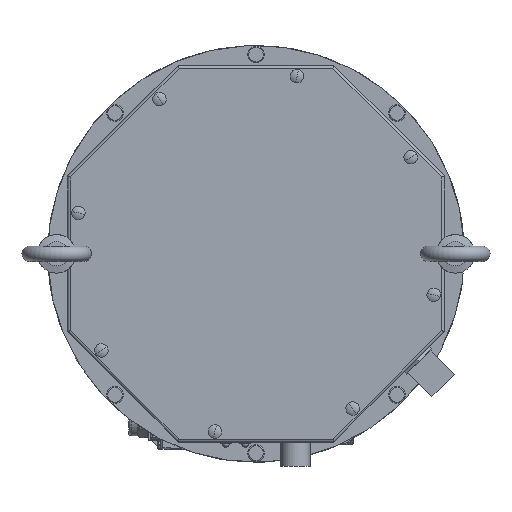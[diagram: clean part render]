
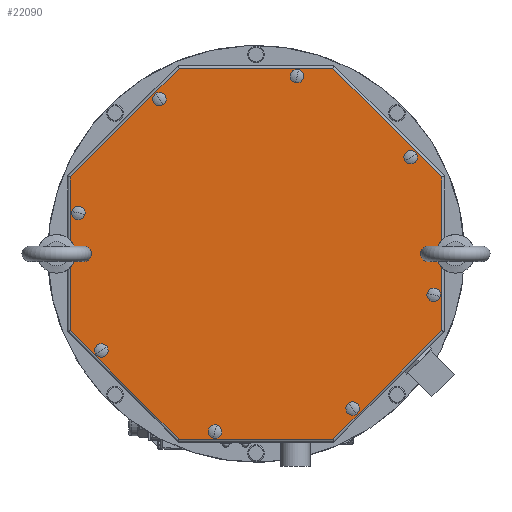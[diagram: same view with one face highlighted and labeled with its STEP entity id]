
A CAD part, front view. The second image highlights one B-rep face of the part: STEP entity #22090.
In plain terms, the highlighted planar face has unit normal (0, -1, 0).
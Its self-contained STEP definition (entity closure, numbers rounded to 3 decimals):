
#5047=DIRECTION('',(-1.,0.,0.));
#5048=VECTOR('',#5047,119.559);
#5049=CARTESIAN_POINT('',(59.779,-82.,144.32));
#5050=LINE('',#5049,#5048);
#5063=CARTESIAN_POINT('',(75.143,-82.,-120.253));
#5064=DIRECTION('',(0.,1.,0.));
#5065=DIRECTION('',(0.53,0.,-0.848));
#5066=AXIS2_PLACEMENT_3D('',#5063,#5064,#5065);
#5068=CARTESIAN_POINT('',(75.143,-82.,-120.253));
#5069=DIRECTION('',(0.,1.,0.));
#5070=DIRECTION('',(-0.53,0.,0.848));
#5071=AXIS2_PLACEMENT_3D('',#5068,#5069,#5070);
#5073=CARTESIAN_POINT('',(138.166,-82.,-31.898));
#5074=DIRECTION('',(0.,1.,0.));
#5075=DIRECTION('',(0.974,0.,-0.225));
#5076=AXIS2_PLACEMENT_3D('',#5073,#5074,#5075);
#5078=CARTESIAN_POINT('',(138.166,-82.,-31.898));
#5079=DIRECTION('',(0.,1.,0.));
#5080=DIRECTION('',(-0.974,0.,0.225));
#5081=AXIS2_PLACEMENT_3D('',#5078,#5079,#5080);
#5083=CARTESIAN_POINT('',(120.253,-82.,75.143));
#5084=DIRECTION('',(0.,1.,0.));
#5085=DIRECTION('',(0.848,0.,0.53));
#5086=AXIS2_PLACEMENT_3D('',#5083,#5084,#5085);
#5088=CARTESIAN_POINT('',(120.253,-82.,75.143));
#5089=DIRECTION('',(0.,1.,0.));
#5090=DIRECTION('',(-0.848,0.,-0.53));
#5091=AXIS2_PLACEMENT_3D('',#5088,#5089,#5090);
#5093=CARTESIAN_POINT('',(31.898,-82.,138.166));
#5094=DIRECTION('',(0.,1.,0.));
#5095=DIRECTION('',(0.225,0.,0.974));
#5096=AXIS2_PLACEMENT_3D('',#5093,#5094,#5095);
#5098=CARTESIAN_POINT('',(31.898,-82.,138.166));
#5099=DIRECTION('',(0.,1.,0.));
#5100=DIRECTION('',(-0.225,0.,-0.974));
#5101=AXIS2_PLACEMENT_3D('',#5098,#5099,#5100);
#5103=CARTESIAN_POINT('',(-75.143,-82.,120.253));
#5104=DIRECTION('',(0.,1.,0.));
#5105=DIRECTION('',(-0.53,0.,0.848));
#5106=AXIS2_PLACEMENT_3D('',#5103,#5104,#5105);
#5108=CARTESIAN_POINT('',(-75.143,-82.,120.253));
#5109=DIRECTION('',(0.,1.,0.));
#5110=DIRECTION('',(0.53,0.,-0.848));
#5111=AXIS2_PLACEMENT_3D('',#5108,#5109,#5110);
#5113=CARTESIAN_POINT('',(-138.166,-82.,31.898));
#5114=DIRECTION('',(0.,1.,0.));
#5115=DIRECTION('',(-0.974,0.,0.225));
#5116=AXIS2_PLACEMENT_3D('',#5113,#5114,#5115);
#5118=CARTESIAN_POINT('',(-138.166,-82.,31.898));
#5119=DIRECTION('',(0.,1.,0.));
#5120=DIRECTION('',(0.974,0.,-0.225));
#5121=AXIS2_PLACEMENT_3D('',#5118,#5119,#5120);
#5123=CARTESIAN_POINT('',(-120.253,-82.,-75.143));
#5124=DIRECTION('',(0.,1.,0.));
#5125=DIRECTION('',(-0.848,0.,-0.53));
#5126=AXIS2_PLACEMENT_3D('',#5123,#5124,#5125);
#5128=CARTESIAN_POINT('',(-120.253,-82.,-75.143));
#5129=DIRECTION('',(0.,1.,0.));
#5130=DIRECTION('',(0.848,0.,0.53));
#5131=AXIS2_PLACEMENT_3D('',#5128,#5129,#5130);
#5133=CARTESIAN_POINT('',(-31.898,-82.,-138.166));
#5134=DIRECTION('',(0.,1.,0.));
#5135=DIRECTION('',(-0.225,0.,-0.974));
#5136=AXIS2_PLACEMENT_3D('',#5133,#5134,#5135);
#5138=CARTESIAN_POINT('',(-31.898,-82.,-138.166));
#5139=DIRECTION('',(0.,1.,0.));
#5140=DIRECTION('',(0.225,0.,0.974));
#5141=AXIS2_PLACEMENT_3D('',#5138,#5139,#5140);
#5143=DIRECTION('',(0.707,0.,0.707));
#5144=VECTOR('',#5143,119.559);
#5145=CARTESIAN_POINT('',(59.779,-82.,-144.32));
#5146=LINE('',#5145,#5144);
#5167=DIRECTION('',(0.,0.,1.));
#5168=VECTOR('',#5167,119.559);
#5169=CARTESIAN_POINT('',(144.32,-82.,-59.779));
#5170=LINE('',#5169,#5168);
#5175=DIRECTION('',(-0.707,0.,0.707));
#5176=VECTOR('',#5175,119.559);
#5177=CARTESIAN_POINT('',(144.32,-82.,59.779));
#5178=LINE('',#5177,#5176);
#5191=DIRECTION('',(1.,0.,0.));
#5192=VECTOR('',#5191,119.559);
#5193=CARTESIAN_POINT('',(-59.779,-82.,-144.32));
#5194=LINE('',#5193,#5192);
#5207=DIRECTION('',(0.707,0.,-0.707));
#5208=VECTOR('',#5207,119.559);
#5209=CARTESIAN_POINT('',(-144.32,-82.,-59.779));
#5210=LINE('',#5209,#5208);
#5223=DIRECTION('',(0.,0.,-1.));
#5224=VECTOR('',#5223,119.559);
#5225=CARTESIAN_POINT('',(-144.32,-82.,59.779));
#5226=LINE('',#5225,#5224);
#5239=DIRECTION('',(-0.707,0.,-0.707));
#5240=VECTOR('',#5239,119.559);
#5241=CARTESIAN_POINT('',(-59.779,-82.,144.32));
#5242=LINE('',#5241,#5240);
#15544=CARTESIAN_POINT('',(59.779,-82.,-144.32));
#15545=CARTESIAN_POINT('',(144.32,-82.,-59.779));
#15546=VERTEX_POINT('',#15544);
#15547=VERTEX_POINT('',#15545);
#15552=CARTESIAN_POINT('',(144.32,-82.,59.779));
#15553=VERTEX_POINT('',#15552);
#15556=CARTESIAN_POINT('',(59.779,-82.,144.32));
#15557=VERTEX_POINT('',#15556);
#15560=CARTESIAN_POINT('',(-59.779,-82.,144.32));
#15561=VERTEX_POINT('',#15560);
#15564=CARTESIAN_POINT('',(-144.32,-82.,59.779));
#15565=VERTEX_POINT('',#15564);
#15568=CARTESIAN_POINT('',(-144.32,-82.,-59.779));
#15569=VERTEX_POINT('',#15568);
#15572=CARTESIAN_POINT('',(-59.779,-82.,-144.32));
#15573=VERTEX_POINT('',#15572);
#15654=CARTESIAN_POINT('',(77.925,-82.,-124.705));
#15655=CARTESIAN_POINT('',(72.36,-82.,-115.801));
#15656=VERTEX_POINT('',#15654);
#15657=VERTEX_POINT('',#15655);
#15664=CARTESIAN_POINT('',(143.281,-82.,-33.079));
#15665=CARTESIAN_POINT('',(133.05,-82.,-30.717));
#15666=VERTEX_POINT('',#15664);
#15667=VERTEX_POINT('',#15665);
#15674=CARTESIAN_POINT('',(124.705,-82.,77.925));
#15675=CARTESIAN_POINT('',(115.801,-82.,72.36));
#15676=VERTEX_POINT('',#15674);
#15677=VERTEX_POINT('',#15675);
#15684=CARTESIAN_POINT('',(33.079,-82.,143.281));
#15685=CARTESIAN_POINT('',(30.717,-82.,133.05));
#15686=VERTEX_POINT('',#15684);
#15687=VERTEX_POINT('',#15685);
#15694=CARTESIAN_POINT('',(-77.925,-82.,124.705));
#15695=CARTESIAN_POINT('',(-72.36,-82.,115.801));
#15696=VERTEX_POINT('',#15694);
#15697=VERTEX_POINT('',#15695);
#15704=CARTESIAN_POINT('',(-143.281,-82.,33.079));
#15705=CARTESIAN_POINT('',(-133.05,-82.,30.717));
#15706=VERTEX_POINT('',#15704);
#15707=VERTEX_POINT('',#15705);
#15714=CARTESIAN_POINT('',(-124.705,-82.,-77.925));
#15715=CARTESIAN_POINT('',(-115.801,-82.,-72.36));
#15716=VERTEX_POINT('',#15714);
#15717=VERTEX_POINT('',#15715);
#15724=CARTESIAN_POINT('',(-33.079,-82.,-143.281));
#15725=CARTESIAN_POINT('',(-30.717,-82.,-133.05));
#15726=VERTEX_POINT('',#15724);
#15727=VERTEX_POINT('',#15725);
#22020=CARTESIAN_POINT('',(0.,-82.,0.));
#22021=DIRECTION('',(0.,-1.,0.));
#22022=DIRECTION('',(-0.924,0.,-0.383));
#22023=AXIS2_PLACEMENT_3D('',#22020,#22021,#22022);
#22024=PLANE('',#22023);
#22026=ORIENTED_EDGE('',*,*,#22025,.F.);
#22028=ORIENTED_EDGE('',*,*,#22027,.F.);
#22030=ORIENTED_EDGE('',*,*,#22029,.F.);
#22032=ORIENTED_EDGE('',*,*,#22031,.F.);
#22034=ORIENTED_EDGE('',*,*,#22033,.F.);
#22035=ORIENTED_EDGE('',*,*,#22010,.F.);
#22037=ORIENTED_EDGE('',*,*,#22036,.F.);
#22039=ORIENTED_EDGE('',*,*,#22038,.F.);
#22040=EDGE_LOOP('',(#22026,#22028,#22030,#22032,#22034,#22035,#22037,#22039));
#22041=FACE_OUTER_BOUND('',#22040,.F.);
#22043=ORIENTED_EDGE('',*,*,#22042,.F.);
#22045=ORIENTED_EDGE('',*,*,#22044,.F.);
#22046=EDGE_LOOP('',(#22043,#22045));
#22047=FACE_BOUND('',#22046,.F.);
#22049=ORIENTED_EDGE('',*,*,#22048,.F.);
#22051=ORIENTED_EDGE('',*,*,#22050,.F.);
#22052=EDGE_LOOP('',(#22049,#22051));
#22053=FACE_BOUND('',#22052,.F.);
#22055=ORIENTED_EDGE('',*,*,#22054,.F.);
#22057=ORIENTED_EDGE('',*,*,#22056,.F.);
#22058=EDGE_LOOP('',(#22055,#22057));
#22059=FACE_BOUND('',#22058,.F.);
#22061=ORIENTED_EDGE('',*,*,#22060,.F.);
#22063=ORIENTED_EDGE('',*,*,#22062,.F.);
#22064=EDGE_LOOP('',(#22061,#22063));
#22065=FACE_BOUND('',#22064,.F.);
#22067=ORIENTED_EDGE('',*,*,#22066,.F.);
#22069=ORIENTED_EDGE('',*,*,#22068,.F.);
#22070=EDGE_LOOP('',(#22067,#22069));
#22071=FACE_BOUND('',#22070,.F.);
#22073=ORIENTED_EDGE('',*,*,#22072,.F.);
#22075=ORIENTED_EDGE('',*,*,#22074,.F.);
#22076=EDGE_LOOP('',(#22073,#22075));
#22077=FACE_BOUND('',#22076,.F.);
#22079=ORIENTED_EDGE('',*,*,#22078,.F.);
#22081=ORIENTED_EDGE('',*,*,#22080,.F.);
#22082=EDGE_LOOP('',(#22079,#22081));
#22083=FACE_BOUND('',#22082,.F.);
#22085=ORIENTED_EDGE('',*,*,#22084,.F.);
#22087=ORIENTED_EDGE('',*,*,#22086,.F.);
#22088=EDGE_LOOP('',(#22085,#22087));
#22089=FACE_BOUND('',#22088,.F.);
#22090=ADVANCED_FACE('',(#22041,#22047,#22053,#22059,#22065,#22071,#22077,
#22083,#22089),#22024,.T.);
#5067=CIRCLE('',#5066,5.25);
#5072=CIRCLE('',#5071,5.25);
#5077=CIRCLE('',#5076,5.25);
#5082=CIRCLE('',#5081,5.25);
#5087=CIRCLE('',#5086,5.25);
#5092=CIRCLE('',#5091,5.25);
#5097=CIRCLE('',#5096,5.25);
#5102=CIRCLE('',#5101,5.25);
#5107=CIRCLE('',#5106,5.25);
#5112=CIRCLE('',#5111,5.25);
#5117=CIRCLE('',#5116,5.25);
#5122=CIRCLE('',#5121,5.25);
#5127=CIRCLE('',#5126,5.25);
#5132=CIRCLE('',#5131,5.25);
#5137=CIRCLE('',#5136,5.25);
#5142=CIRCLE('',#5141,5.25);
#22010=EDGE_CURVE('',#15557,#15561,#5050,.T.);
#22025=EDGE_CURVE('',#15546,#15547,#5146,.T.);
#22027=EDGE_CURVE('',#15573,#15546,#5194,.T.);
#22029=EDGE_CURVE('',#15569,#15573,#5210,.T.);
#22031=EDGE_CURVE('',#15565,#15569,#5226,.T.);
#22033=EDGE_CURVE('',#15561,#15565,#5242,.T.);
#22036=EDGE_CURVE('',#15553,#15557,#5178,.T.);
#22038=EDGE_CURVE('',#15547,#15553,#5170,.T.);
#22042=EDGE_CURVE('',#15656,#15657,#5067,.T.);
#22044=EDGE_CURVE('',#15657,#15656,#5072,.T.);
#22048=EDGE_CURVE('',#15666,#15667,#5077,.T.);
#22050=EDGE_CURVE('',#15667,#15666,#5082,.T.);
#22054=EDGE_CURVE('',#15676,#15677,#5087,.T.);
#22056=EDGE_CURVE('',#15677,#15676,#5092,.T.);
#22060=EDGE_CURVE('',#15686,#15687,#5097,.T.);
#22062=EDGE_CURVE('',#15687,#15686,#5102,.T.);
#22066=EDGE_CURVE('',#15696,#15697,#5107,.T.);
#22068=EDGE_CURVE('',#15697,#15696,#5112,.T.);
#22072=EDGE_CURVE('',#15706,#15707,#5117,.T.);
#22074=EDGE_CURVE('',#15707,#15706,#5122,.T.);
#22078=EDGE_CURVE('',#15716,#15717,#5127,.T.);
#22080=EDGE_CURVE('',#15717,#15716,#5132,.T.);
#22084=EDGE_CURVE('',#15726,#15727,#5137,.T.);
#22086=EDGE_CURVE('',#15727,#15726,#5142,.T.);
